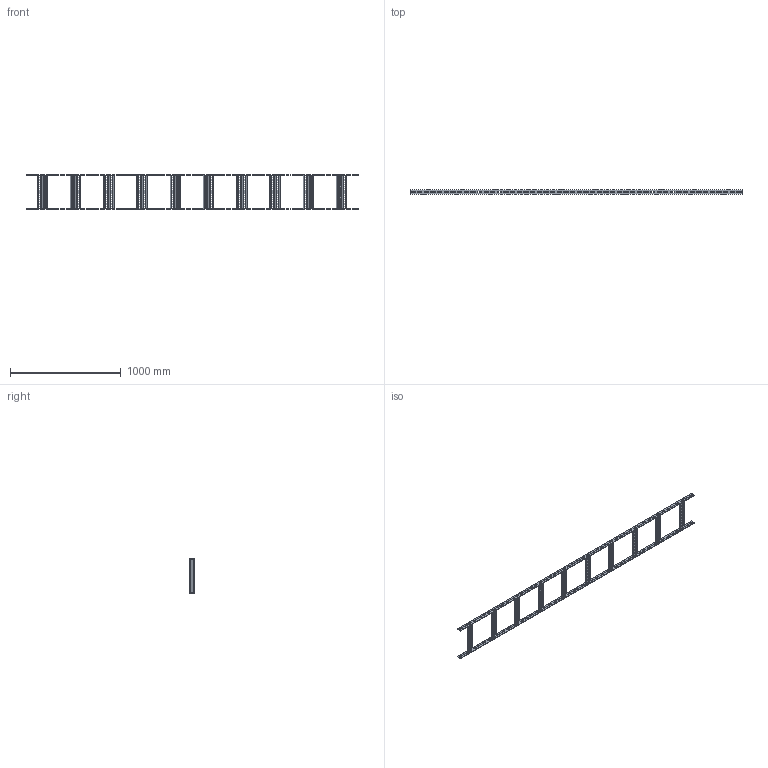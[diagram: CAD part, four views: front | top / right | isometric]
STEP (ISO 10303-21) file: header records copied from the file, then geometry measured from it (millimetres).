
FILE_DESCRIPTION (( 'STEP AP214' ), '1' );
FILE_NAME ('7098136.stp', '2018-01-26T10:09:37', ( '' ), ( '' ), 'SwSTEP 2.0', 'SolidWorks 2016', '' );
FILE_SCHEMA (( 'AUTOMOTIVE_DESIGN' ));
Length unit declared in the file: millimetre
Products named in the file (3): 014710_Z-Sprosse-300; KTS 20.002-013_gelocht 2994x40x5; 7098136
Assembly tree (12 placements, depth 2):
  7098136
    KTS 20.002-013_gelocht 2994x40x5  x2
    014710_Z-Sprosse-300  x10
Bounding box: 2994 x 40 x 310 mm (x, y, z)
Volume: 1615551.8 mm3; surface area: 1179586.2 mm2
Topology: 12 solids, 12 shells, 2252 faces, 6684 edges, 4456 vertices
Faces by surface type: plane 1232, cylinder 1020
Entity records: 15080 total; most frequent: DIRECTION 2612, CARTESIAN_POINT 2575, ORIENTED_EDGE 2556, EDGE_CURVE 1278, AXIS2_PLACEMENT_3D 889, VERTEX_POINT 852, LINE 834, VECTOR 834
